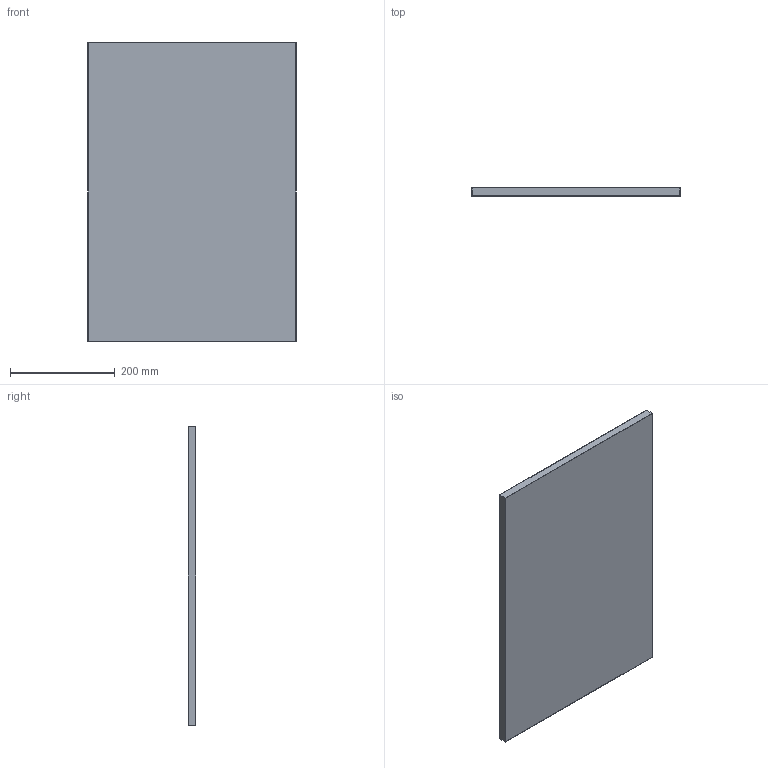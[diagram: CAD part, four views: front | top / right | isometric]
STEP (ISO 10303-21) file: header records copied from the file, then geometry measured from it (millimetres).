
FILE_DESCRIPTION(('STEP AP214'),'1');
FILE_NAME('08_Porta.step','2026-01-05T18:55:29',(' '),(' '),'Spatial InterOp 3D',' ',' ');
FILE_SCHEMA(('AUTOMOTIVE_DESIGN { 1 0 10303 214 1 1 1 1 }'));
Length unit declared in the file: millimetre
Products named in the file (1): PORTA BASCULANTE
Bounding box: 397 x 15 x 570 mm (x, y, z)
Volume: 3386225.9 mm3; surface area: 543768 mm2
Topology: 5 solids, 5 shells, 34 faces, 66 edges, 44 vertices
Faces by surface type: plane 32, cylinder 2
Full cylindrical faces by diameter (mm): 35 x2
Entity records: 1149 total; most frequent: CARTESIAN_POINT 147, DIRECTION 146, ORIENTED_EDGE 128, EDGE_CURVE 64, LINE 60, VECTOR 60, VERTEX_POINT 44, AXIS2_PLACEMENT_3D 43
